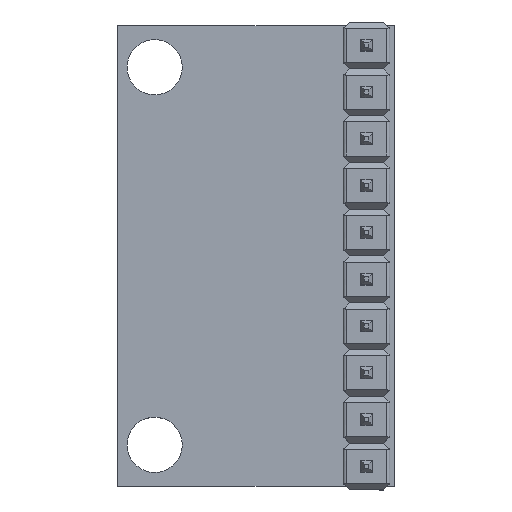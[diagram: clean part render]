
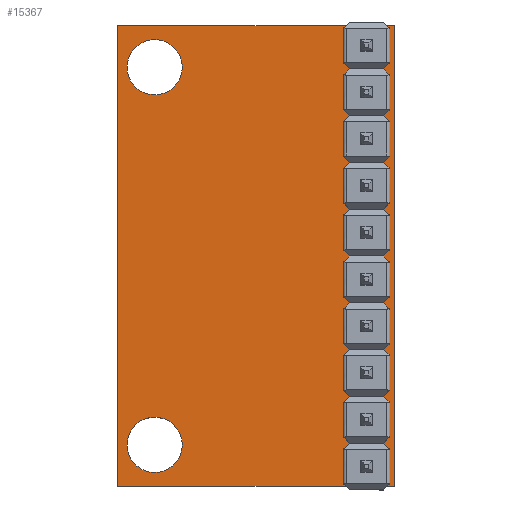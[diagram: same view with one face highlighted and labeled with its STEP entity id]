
A CAD part, top view. The second image highlights one B-rep face of the part: STEP entity #15367.
In plain terms, the highlighted planar face has unit normal (0, 0, 1).
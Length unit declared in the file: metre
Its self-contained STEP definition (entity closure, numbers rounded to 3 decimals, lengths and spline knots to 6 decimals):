
#253=CIRCLE('',#18377,0.0005);
#254=CIRCLE('',#18378,0.0005);
#255=CIRCLE('',#18379,0.0005);
#256=CIRCLE('',#18380,0.0005);
#257=CIRCLE('',#18381,0.0005);
#258=CIRCLE('',#18382,0.0005);
#259=CIRCLE('',#18383,0.0005);
#260=CIRCLE('',#18384,0.0005);
#261=CIRCLE('',#18385,0.0005);
#262=CIRCLE('',#18386,0.0005);
#263=CIRCLE('',#18387,0.0015);
#264=CIRCLE('',#18388,0.0015);
#1236=PLANE('',#18376);
#2349=LINE('',#25468,#4168);
#2350=LINE('',#25471,#4169);
#2351=LINE('',#25473,#4170);
#2352=LINE('',#25475,#4171);
#4168=VECTOR('',#20590,1.);
#4169=VECTOR('',#20591,1.);
#4170=VECTOR('',#20592,1.);
#4171=VECTOR('',#20593,1.);
#7060=ORIENTED_EDGE('',*,*,#10421,.T.);
#7061=ORIENTED_EDGE('',*,*,#10422,.T.);
#7062=ORIENTED_EDGE('',*,*,#10423,.T.);
#7063=ORIENTED_EDGE('',*,*,#10424,.T.);
#7064=ORIENTED_EDGE('',*,*,#10425,.T.);
#7065=ORIENTED_EDGE('',*,*,#10426,.T.);
#7066=ORIENTED_EDGE('',*,*,#10427,.T.);
#7067=ORIENTED_EDGE('',*,*,#10428,.T.);
#7068=ORIENTED_EDGE('',*,*,#10429,.T.);
#7069=ORIENTED_EDGE('',*,*,#10430,.T.);
#7070=ORIENTED_EDGE('',*,*,#10431,.T.);
#7071=ORIENTED_EDGE('',*,*,#10432,.T.);
#7072=ORIENTED_EDGE('',*,*,#10433,.T.);
#7073=ORIENTED_EDGE('',*,*,#10434,.T.);
#7074=ORIENTED_EDGE('',*,*,#10435,.T.);
#7075=ORIENTED_EDGE('',*,*,#10436,.T.);
#10421=EDGE_CURVE('',#12249,#12249,#253,.T.);
#10422=EDGE_CURVE('',#12250,#12250,#254,.T.);
#10423=EDGE_CURVE('',#12251,#12251,#255,.T.);
#10424=EDGE_CURVE('',#12252,#12252,#256,.T.);
#10425=EDGE_CURVE('',#12253,#12253,#257,.T.);
#10426=EDGE_CURVE('',#12254,#12254,#258,.T.);
#10427=EDGE_CURVE('',#12255,#12255,#259,.T.);
#10428=EDGE_CURVE('',#12256,#12256,#260,.T.);
#10429=EDGE_CURVE('',#12257,#12257,#261,.T.);
#10430=EDGE_CURVE('',#12258,#12258,#262,.T.);
#10431=EDGE_CURVE('',#12259,#12259,#263,.T.);
#10432=EDGE_CURVE('',#12260,#12260,#264,.T.);
#10433=EDGE_CURVE('',#12261,#12262,#2349,.T.);
#10434=EDGE_CURVE('',#12262,#12263,#2350,.T.);
#10435=EDGE_CURVE('',#12263,#12264,#2351,.T.);
#10436=EDGE_CURVE('',#12264,#12261,#2352,.T.);
#12249=VERTEX_POINT('',#25445);
#12250=VERTEX_POINT('',#25447);
#12251=VERTEX_POINT('',#25449);
#12252=VERTEX_POINT('',#25451);
#12253=VERTEX_POINT('',#25453);
#12254=VERTEX_POINT('',#25455);
#12255=VERTEX_POINT('',#25457);
#12256=VERTEX_POINT('',#25459);
#12257=VERTEX_POINT('',#25461);
#12258=VERTEX_POINT('',#25463);
#12259=VERTEX_POINT('',#25465);
#12260=VERTEX_POINT('',#25467);
#12261=VERTEX_POINT('',#25469);
#12262=VERTEX_POINT('',#25470);
#12263=VERTEX_POINT('',#25472);
#12264=VERTEX_POINT('',#25474);
#13538=EDGE_LOOP('',(#7060));
#13539=EDGE_LOOP('',(#7061));
#13540=EDGE_LOOP('',(#7062));
#13541=EDGE_LOOP('',(#7063));
#13542=EDGE_LOOP('',(#7064));
#13543=EDGE_LOOP('',(#7065));
#13544=EDGE_LOOP('',(#7066));
#13545=EDGE_LOOP('',(#7067));
#13546=EDGE_LOOP('',(#7068));
#13547=EDGE_LOOP('',(#7069));
#13548=EDGE_LOOP('',(#7070));
#13549=EDGE_LOOP('',(#7071));
#13550=EDGE_LOOP('',(#7072,#7073,#7074,#7075));
#14425=FACE_BOUND('',#13538,.T.);
#14426=FACE_BOUND('',#13539,.T.);
#14427=FACE_BOUND('',#13540,.T.);
#14428=FACE_BOUND('',#13541,.T.);
#14429=FACE_BOUND('',#13542,.T.);
#14430=FACE_BOUND('',#13543,.T.);
#14431=FACE_BOUND('',#13544,.T.);
#14432=FACE_BOUND('',#13545,.T.);
#14433=FACE_BOUND('',#13546,.T.);
#14434=FACE_BOUND('',#13547,.T.);
#14435=FACE_BOUND('',#13548,.T.);
#14436=FACE_BOUND('',#13549,.T.);
#14437=FACE_BOUND('',#13550,.T.);
#15367=ADVANCED_FACE('',(#14425,#14426,#14427,#14428,#14429,#14430,#14431,
#14432,#14433,#14434,#14435,#14436,#14437),#1236,.F.);
#18376=AXIS2_PLACEMENT_3D('',#25443,#20564,#20565);
#18377=AXIS2_PLACEMENT_3D('',#25444,#20566,#20567);
#18378=AXIS2_PLACEMENT_3D('',#25446,#20568,#20569);
#18379=AXIS2_PLACEMENT_3D('',#25448,#20570,#20571);
#18380=AXIS2_PLACEMENT_3D('',#25450,#20572,#20573);
#18381=AXIS2_PLACEMENT_3D('',#25452,#20574,#20575);
#18382=AXIS2_PLACEMENT_3D('',#25454,#20576,#20577);
#18383=AXIS2_PLACEMENT_3D('',#25456,#20578,#20579);
#18384=AXIS2_PLACEMENT_3D('',#25458,#20580,#20581);
#18385=AXIS2_PLACEMENT_3D('',#25460,#20582,#20583);
#18386=AXIS2_PLACEMENT_3D('',#25462,#20584,#20585);
#18387=AXIS2_PLACEMENT_3D('',#25464,#20586,#20587);
#18388=AXIS2_PLACEMENT_3D('',#25466,#20588,#20589);
#20564=DIRECTION('',(0.,0.,-1.));
#20565=DIRECTION('',(0.,1.,0.));
#20566=DIRECTION('',(0.,0.,-1.));
#20567=DIRECTION('',(1.,0.,0.));
#20568=DIRECTION('',(0.,0.,-1.));
#20569=DIRECTION('',(1.,0.,0.));
#20570=DIRECTION('',(0.,0.,-1.));
#20571=DIRECTION('',(1.,0.,0.));
#20572=DIRECTION('',(0.,0.,-1.));
#20573=DIRECTION('',(1.,0.,0.));
#20574=DIRECTION('',(0.,0.,-1.));
#20575=DIRECTION('',(1.,0.,0.));
#20576=DIRECTION('',(0.,0.,-1.));
#20577=DIRECTION('',(1.,0.,0.));
#20578=DIRECTION('',(0.,0.,-1.));
#20579=DIRECTION('',(1.,0.,0.));
#20580=DIRECTION('',(0.,0.,-1.));
#20581=DIRECTION('',(1.,0.,0.));
#20582=DIRECTION('',(0.,0.,-1.));
#20583=DIRECTION('',(1.,0.,0.));
#20584=DIRECTION('',(0.,0.,-1.));
#20585=DIRECTION('',(1.,0.,0.));
#20586=DIRECTION('',(0.,0.,-1.));
#20587=DIRECTION('',(1.,0.,0.));
#20588=DIRECTION('',(0.,0.,-1.));
#20589=DIRECTION('',(1.,0.,0.));
#20590=DIRECTION('',(1.,0.,0.));
#20591=DIRECTION('',(0.,1.,0.));
#20592=DIRECTION('',(-1.,0.,0.));
#20593=DIRECTION('',(0.,-1.,0.));
#25443=CARTESIAN_POINT('',(0.,0.,0.));
#25444=CARTESIAN_POINT('',(0.006,0.01143,0.));
#25445=CARTESIAN_POINT('',(0.0065,0.01143,0.));
#25446=CARTESIAN_POINT('',(0.006,0.00889,0.));
#25447=CARTESIAN_POINT('',(0.0065,0.00889,0.));
#25448=CARTESIAN_POINT('',(0.006,0.00635,0.));
#25449=CARTESIAN_POINT('',(0.0065,0.00635,0.));
#25450=CARTESIAN_POINT('',(0.006,0.00381,0.));
#25451=CARTESIAN_POINT('',(0.0065,0.00381,0.));
#25452=CARTESIAN_POINT('',(0.006,0.00127,0.));
#25453=CARTESIAN_POINT('',(0.0065,0.00127,0.));
#25454=CARTESIAN_POINT('',(0.006,-0.00127,0.));
#25455=CARTESIAN_POINT('',(0.0065,-0.00127,0.));
#25456=CARTESIAN_POINT('',(0.006,-0.00381,0.));
#25457=CARTESIAN_POINT('',(0.0065,-0.00381,0.));
#25458=CARTESIAN_POINT('',(0.006,-0.00635,0.));
#25459=CARTESIAN_POINT('',(0.0065,-0.00635,0.));
#25460=CARTESIAN_POINT('',(0.006,-0.00889,0.));
#25461=CARTESIAN_POINT('',(0.0065,-0.00889,0.));
#25462=CARTESIAN_POINT('',(0.006,-0.01143,0.));
#25463=CARTESIAN_POINT('',(0.0065,-0.01143,0.));
#25464=CARTESIAN_POINT('',(-0.0055,0.01025,0.));
#25465=CARTESIAN_POINT('',(-0.004,0.01025,0.));
#25466=CARTESIAN_POINT('',(-0.0055,-0.01025,0.));
#25467=CARTESIAN_POINT('',(-0.004,-0.01025,0.));
#25468=CARTESIAN_POINT('',(-0.0075,-0.0125,0.));
#25469=CARTESIAN_POINT('',(-0.0075,-0.0125,0.));
#25470=CARTESIAN_POINT('',(0.0075,-0.0125,0.));
#25471=CARTESIAN_POINT('',(0.0075,-0.0125,0.));
#25472=CARTESIAN_POINT('',(0.0075,0.0125,0.));
#25473=CARTESIAN_POINT('',(0.0075,0.0125,0.));
#25474=CARTESIAN_POINT('',(-0.0075,0.0125,0.));
#25475=CARTESIAN_POINT('',(-0.0075,0.0125,0.));
